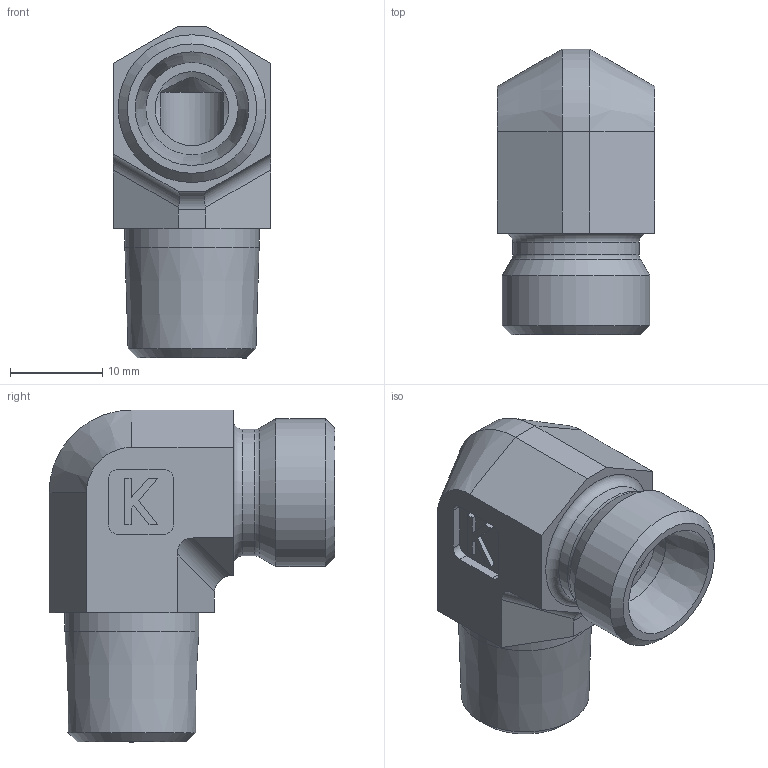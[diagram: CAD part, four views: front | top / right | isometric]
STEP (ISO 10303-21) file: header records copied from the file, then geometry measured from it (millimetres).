
FILE_DESCRIPTION((''),'2;1');
FILE_NAME('21002101416.stp','2014-08-27T10:42:12',(''),('KNOMI spol. s r. o.'),'Autodesk Inventor 2012','Autodesk Inventor 2012','');
FILE_SCHEMA(('AUTOMOTIVE_DESIGN { 1 2 10303 214 0 1 1 1 }'));
Length unit declared in the file: millimetre
Products named in the file (1): LHCM2 10LMkuž M14x1.5/M16x1
Bounding box: 17 x 30.95 x 35.95 mm (x, y, z)
Volume: 7479.9 mm3; surface area: 4045.3 mm2
Topology: 1 solids, 1 shells, 63 faces, 159 edges, 103 vertices
Faces by surface type: plane 37, cylinder 14, cone 10, torus 2
Full cylindrical faces by diameter (mm): 7 x1, 8 x1, 10 x1, 13.7 x1, 14.532 x1, 16 x1
Entity records: 1834 total; most frequent: CARTESIAN_POINT 356, DIRECTION 302, ORIENTED_EDGE 278, EDGE_CURVE 139, AXIS2_PLACEMENT_3D 103, VERTEX_POINT 97, VECTOR 96, LINE 96
